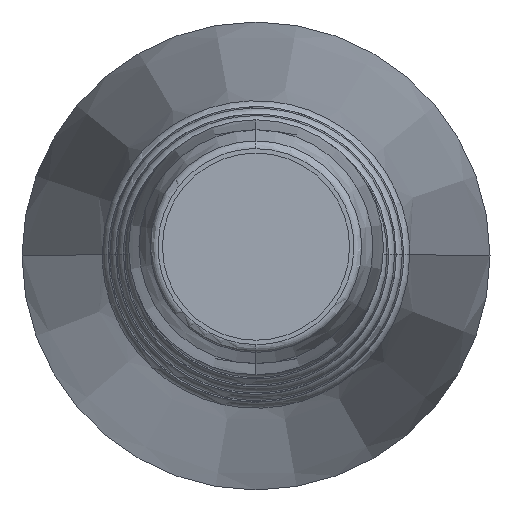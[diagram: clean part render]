
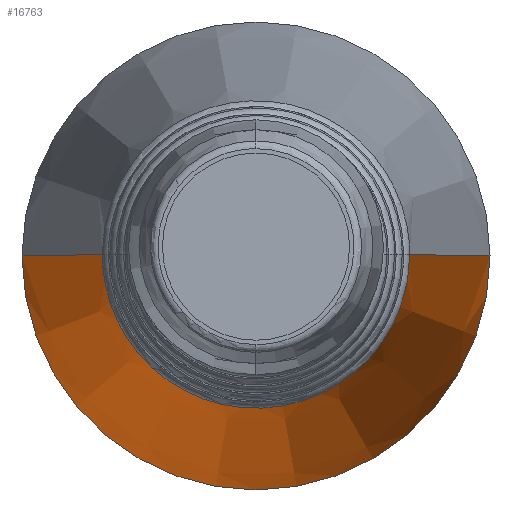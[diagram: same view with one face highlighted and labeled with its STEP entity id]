
A CAD part, top view. The second image highlights one B-rep face of the part: STEP entity #16763.
In plain terms, the highlighted conical face has half-angle 5.352 degrees and reference radius 7.25 mm.
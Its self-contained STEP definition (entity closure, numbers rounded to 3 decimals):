
#724 = CARTESIAN_POINT ( 'NONE',  ( -5.309, -0.374, 14.703 ) ) ;
#767 = VECTOR ( 'NONE', #1455, 1000. ) ;
#1455 = DIRECTION ( 'NONE',  ( 0.093, 0., -0.996 ) ) ;
#1785 = CARTESIAN_POINT ( 'NONE',  ( 5.75, -3.302, 41.249 ) ) ;
#3434 = VERTEX_POINT ( 'NONE', #20880 ) ;
#5070 = EDGE_LOOP ( 'NONE', ( #14383, #20171, #15466, #18107 ) ) ;
#5502 = CARTESIAN_POINT ( 'NONE',  ( 6.704, -0.998, 41.249 ) ) ;
#5524 = CIRCLE ( 'NONE', #9947, 7.25 ) ;
#5768 = CARTESIAN_POINT ( 'NONE',  ( 4.868, -4.183, 41.249 ) ) ;
#5901 = CARTESIAN_POINT ( 'NONE',  ( -2.698, -1.621, 41.249 ) ) ;
#5949 = VERTEX_POINT ( 'NONE', #15028 ) ;
#6043 = CARTESIAN_POINT ( 'NONE',  ( 3.188, -5.013, 41.249 ) ) ;
#6176 = VERTEX_POINT ( 'NONE', #19455 ) ;
#6391 = DIRECTION ( 'NONE',  ( 0., 0., -1. ) ) ;
#7222 = LINE ( 'NONE', #724, #25706 ) ;
#7387 = AXIS2_PLACEMENT_3D ( 'NONE', #26927, #6391, #14851 ) ;
#7724 = CARTESIAN_POINT ( 'NONE',  ( -2.221, -2.773, 41.249 ) ) ;
#9670 = CARTESIAN_POINT ( 'NONE',  ( -2.822, -0.998, 41.249 ) ) ;
#9947 = AXIS2_PLACEMENT_3D ( 'NONE', #11684, #17819, #24174 ) ;
#11684 = CARTESIAN_POINT ( 'NONE',  ( 1.941, -0.374, 14.703 ) ) ;
#11899 = CARTESIAN_POINT ( 'NONE',  ( 0.695, -5.013, 41.249 ) ) ;
#12298 = CARTESIAN_POINT ( 'NONE',  ( 2.565, -5.137, 41.249 ) ) ;
#13961 = CARTESIAN_POINT ( 'NONE',  ( -0.457, -4.536, 41.249 ) ) ;
#14383 = ORIENTED_EDGE ( 'NONE', *, *, #20105, .F. ) ;
#14851 = DIRECTION ( 'NONE',  ( -1., 0., 0. ) ) ;
#15028 = CARTESIAN_POINT ( 'NONE',  ( -2.822, -0.374, 41.249 ) ) ;
#15216 = EDGE_CURVE ( 'NONE', #3434, #27096, #5524, .T. ) ;
#15466 = ORIENTED_EDGE ( 'NONE', *, *, #23634, .T. ) ;
#16056 = CARTESIAN_POINT ( 'NONE',  ( 6.58, -1.621, 41.249 ) ) ;
#16176 = CARTESIAN_POINT ( 'NONE',  ( 6.704, -0.374, 41.249 ) ) ;
#16267 = LINE ( 'NONE', #26937, #767 ) ;
#16763 = ADVANCED_FACE ( 'NONE', ( #20458 ), #18042, .T. ) ;
#17414 = CARTESIAN_POINT ( 'NONE',  ( -5.309, -0.374, 14.703 ) ) ;
#17819 = DIRECTION ( 'NONE',  ( 0., 0., -1. ) ) ;
#18042 = CONICAL_SURFACE ( 'NONE', #7387, 7.25, 0.093 ) ;
#18107 = ORIENTED_EDGE ( 'NONE', *, *, #15216, .F. ) ;
#18546 = CARTESIAN_POINT ( 'NONE',  ( 6.103, -2.773, 41.249 ) ) ;
#18672 = CARTESIAN_POINT ( 'NONE',  ( 1.318, -5.137, 41.249 ) ) ;
#19455 = CARTESIAN_POINT ( 'NONE',  ( 6.704, -0.374, 41.249 ) ) ;
#20105 = EDGE_CURVE ( 'NONE', #6176, #3434, #16267, .T. ) ;
#20171 = ORIENTED_EDGE ( 'NONE', *, *, #23972, .T. ) ;
#20458 = FACE_OUTER_BOUND ( 'NONE', #5070, .T. ) ;
#20880 = CARTESIAN_POINT ( 'NONE',  ( 9.191, -0.374, 14.703 ) ) ;
#22598 = CARTESIAN_POINT ( 'NONE',  ( -1.868, -3.302, 41.249 ) ) ;
#23634 = EDGE_CURVE ( 'NONE', #5949, #27096, #7222, .T. ) ;
#23972 = EDGE_CURVE ( 'NONE', #6176, #5949, #26349, .T. ) ;
#24174 = DIRECTION ( 'NONE',  ( -1., 0., 0. ) ) ;
#24788 = CARTESIAN_POINT ( 'NONE',  ( -2.822, -0.374, 41.249 ) ) ;
#24920 = CARTESIAN_POINT ( 'NONE',  ( -0.986, -4.183, 41.249 ) ) ;
#25706 = VECTOR ( 'NONE', #26473, 1000. ) ;
#26349 = B_SPLINE_CURVE_WITH_KNOTS ( 'NONE', 3,
 ( #16176, #5502, #16056, #18546, #1785, #5768, #26707, #6043, #12298, #18672, #11899, #13961, #24920, #22598, #7724, #5901, #9670, #24788 ),
 .UNSPECIFIED., .F., .F.,
 ( 4, 2, 2, 2, 2, 2, 2, 2, 4 ),
 ( 0., 0.125, 0.25, 0.375, 0.5, 0.625, 0.75, 0.875, 1. ),
 .UNSPECIFIED. ) ;
#26473 = DIRECTION ( 'NONE',  ( -0.093, 0., -0.996 ) ) ;
#26707 = CARTESIAN_POINT ( 'NONE',  ( 4.34, -4.536, 41.249 ) ) ;
#26927 = CARTESIAN_POINT ( 'NONE',  ( 1.941, -0.374, 14.703 ) ) ;
#26937 = CARTESIAN_POINT ( 'NONE',  ( 9.191, -0.374, 14.703 ) ) ;
#27096 = VERTEX_POINT ( 'NONE', #17414 ) ;
